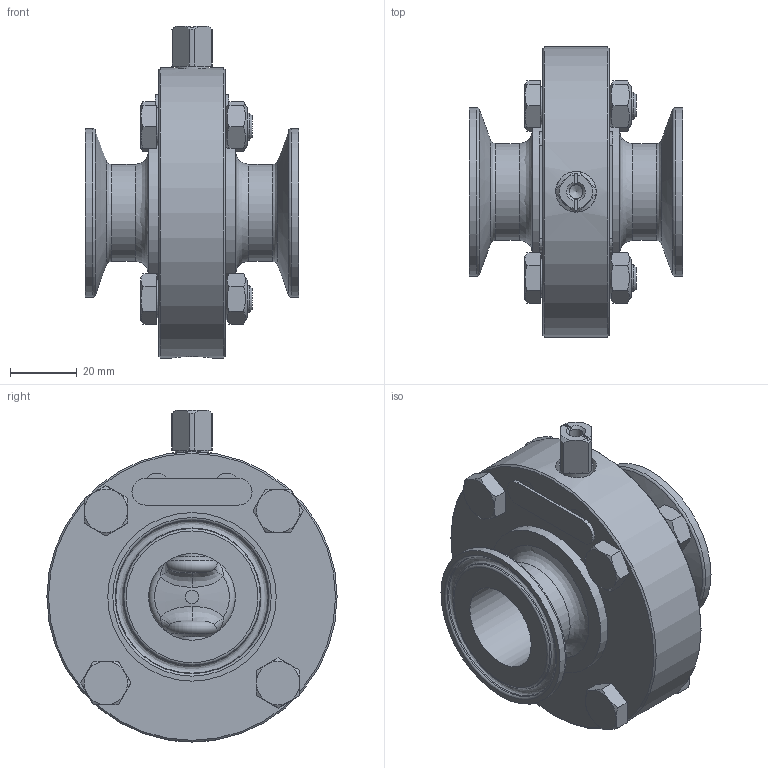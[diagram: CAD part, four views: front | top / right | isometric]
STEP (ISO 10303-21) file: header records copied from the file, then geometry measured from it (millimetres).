
FILE_DESCRIPTION((''),'2;1');
FILE_NAME('54440025XX30.stp','2010-11-23T11:25:36',('Creator'),(''),'Autodesk Inventor 2010','Autodesk Inventor 2010','');
FILE_SCHEMA(('AUTOMOTIVE_DESIGN { 1 0 10303 214 1 1 1 1 }'));
Length unit declared in the file: millimetre
Products named in the file (1): 54440025XX30
Bounding box: 64 x 87 x 99.5 mm (x, y, z)
Volume: 139663.6 mm3; surface area: 44735.4 mm2
Topology: 2 solids, 8 shells, 268 faces, 622 edges, 377 vertices
Faces by surface type: plane 123, cone 58, cylinder 48, bspline 22, torus 14, sphere 3
Full cylindrical faces by diameter (mm): 4.134 x1, 7.2 x6, 7.323 x4, 8 x8, 8.5 x4, 10 x2, 11.4 x4, 12.2 x2, 26 x2, 29 x2, 47 x2, 50.5 x2, 87 x1
Entity records: 8735 total; most frequent: CARTESIAN_POINT 3444, DIRECTION 1054, ORIENTED_EDGE 1016, EDGE_CURVE 508, AXIS2_PLACEMENT_3D 461, EDGE_LOOP 387, VERTEX_POINT 351, FACE_OUTER_BOUND 267
